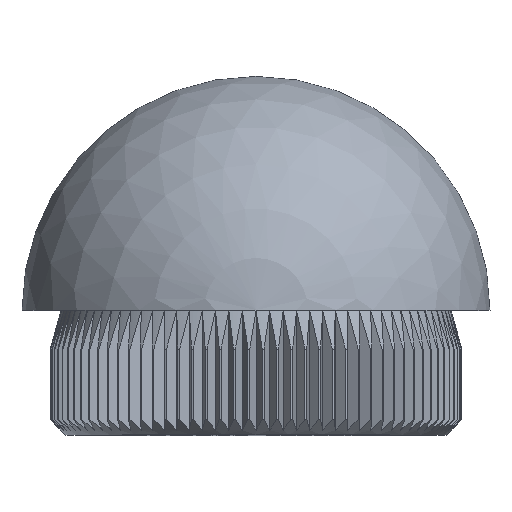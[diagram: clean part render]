
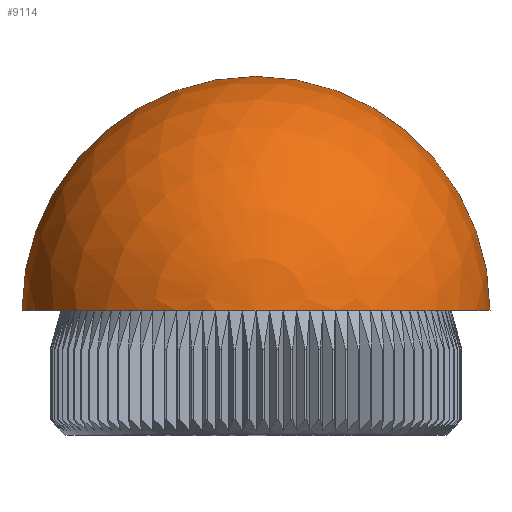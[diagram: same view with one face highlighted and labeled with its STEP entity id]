
A CAD part, top view. The second image highlights one B-rep face of the part: STEP entity #9114.
In plain terms, the highlighted spherical face has radius 15 mm.
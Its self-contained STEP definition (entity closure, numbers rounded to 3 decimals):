
#366 = CARTESIAN_POINT ( 'NONE',  ( 0., 8., 0. ) ) ;
#679 = VERTEX_POINT ( 'NONE', #4951 ) ;
#1498 = AXIS2_PLACEMENT_3D ( 'NONE', #2428, #6130, #2650 ) ;
#2242 = DIRECTION ( 'NONE',  ( 1., 0., 0. ) ) ;
#2428 = CARTESIAN_POINT ( 'NONE',  ( 0., 8., 0. ) ) ;
#2480 = DIRECTION ( 'NONE',  ( 0., -1., 0. ) ) ;
#2650 = DIRECTION ( 'NONE',  ( 1., 0., 0. ) ) ;
#2668 = FACE_OUTER_BOUND ( 'NONE', #19546, .T. ) ;
#2923 = AXIS2_PLACEMENT_3D ( 'NONE', #22580, #10368, #15537 ) ;
#3806 = CARTESIAN_POINT ( 'NONE',  ( 0., 8., 0. ) ) ;
#4951 = CARTESIAN_POINT ( 'NONE',  ( 0., 23., 0. ) ) ;
#5473 = DIRECTION ( 'NONE',  ( 1., 0., 0. ) ) ;
#5616 = EDGE_CURVE ( 'NONE', #679, #12199, #10051, .T. ) ;
#6029 = EDGE_CURVE ( 'NONE', #18085, #12199, #10332, .T. ) ;
#6130 = DIRECTION ( 'NONE',  ( 0., 0., 1. ) ) ;
#7931 = ORIENTED_EDGE ( 'NONE', *, *, #18617, .F. ) ;
#9026 = AXIS2_PLACEMENT_3D ( 'NONE', #366, #2480, #2242 ) ;
#9114 = ADVANCED_FACE ( 'NONE', ( #2668 ), #12202, .T. ) ;
#9215 = DIRECTION ( 'NONE',  ( 0., 0., 1. ) ) ;
#10051 = CIRCLE ( 'NONE', #1498, 15. ) ;
#10189 = CIRCLE ( 'NONE', #2923, 15. ) ;
#10332 = CIRCLE ( 'NONE', #9026, 15. ) ;
#10368 = DIRECTION ( 'NONE',  ( 0., 0., -1. ) ) ;
#12199 = VERTEX_POINT ( 'NONE', #17385 ) ;
#12202 = SPHERICAL_SURFACE ( 'NONE', #15047, 15. ) ;
#13091 = ORIENTED_EDGE ( 'NONE', *, *, #5616, .T. ) ;
#15047 = AXIS2_PLACEMENT_3D ( 'NONE', #3806, #9215, #5473 ) ;
#15537 = DIRECTION ( 'NONE',  ( -1., 0., 0. ) ) ;
#17385 = CARTESIAN_POINT ( 'NONE',  ( -15., 8., 0. ) ) ;
#17701 = CARTESIAN_POINT ( 'NONE',  ( 15., 8., 0. ) ) ;
#17777 = ORIENTED_EDGE ( 'NONE', *, *, #6029, .F. ) ;
#18085 = VERTEX_POINT ( 'NONE', #17701 ) ;
#18617 = EDGE_CURVE ( 'NONE', #679, #18085, #10189, .T. ) ;
#19546 = EDGE_LOOP ( 'NONE', ( #7931, #13091, #17777 ) ) ;
#22580 = CARTESIAN_POINT ( 'NONE',  ( 0., 8., 0. ) ) ;
